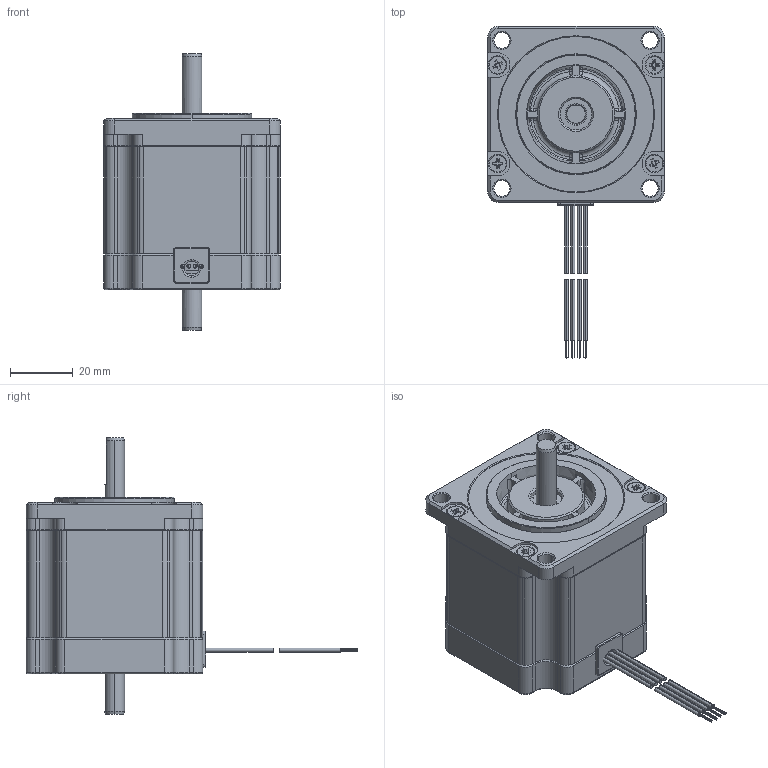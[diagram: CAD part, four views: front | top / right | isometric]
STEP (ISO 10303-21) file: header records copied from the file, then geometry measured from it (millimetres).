
FILE_DESCRIPTION((''),'2;1');
FILE_NAME('4611110027519_ASM','2024-04-17T13:26:12',('ms26442'),(''),'CREO PARAMETRIC BY PTC INC, 2018100','CREO PARAMETRIC BY PTC INC, 2018100','');
FILE_SCHEMA(('CONFIG_CONTROL_DESIGN'));
Products named in the file (25): 4613102100393; 3698153000014; 3698153000329; 4613104002512_ASM; 4634140202350; 3632305500063; 4613103004620_ASM; 4219121302125; 4613106100329_AF0; 4332101102908_AF0; 4693220000369_AF0; 4613106100329_AF1; 4613107109950_ASM; 4333201500270; 4333201500254; 4331101000005; 4613108006652_ASM; 4219121302777; 4294440200013_AF0; 4294404000576; 4294440200013_AF1; 4613153001270_ASM; 3219720005029; 3219720000388; 4611110027519_ASM
Assembly tree (28 placements, depth 5):
  4611110027519_ASM
    4613153001270_ASM
      4613103004620_ASM
        4613104002512_ASM
          4613102100393
          3698153000014
          3698153000329
        4634140202350
        3632305500063
      4219121302125
      4613108006652_ASM
        4613107109950_ASM
          4613106100329_AF0
          4332101102908_AF0
          4693220000369_AF0
          4613106100329_AF1
        4333201500270
        4333201500254
        4331101000005  x2
      4219121302777
      4294440200013_AF0
      4294404000576  x4
      4294440200013_AF1
    3219720005029
    3219720000388
Bounding box: 56.26 x 105.68 x 88 mm (x, y, z)
Volume: 106905.4 mm3; surface area: 100300 mm2
Topology: 33 solids, 47 shells, 3292 faces, 8922 edges, 5836 vertices
Faces by surface type: cylinder 1517, plane 1515, cone 131, torus 64, bspline 41, extrusion 24
Entity records: 104026 total; most frequent: CARTESIAN_POINT 20898, DIRECTION 17902, ORIENTED_EDGE 17196, EDGE_CURVE 8612, AXIS2_PLACEMENT_3D 6303, VERTEX_POINT 5638, VECTOR 5296, LINE 5272
